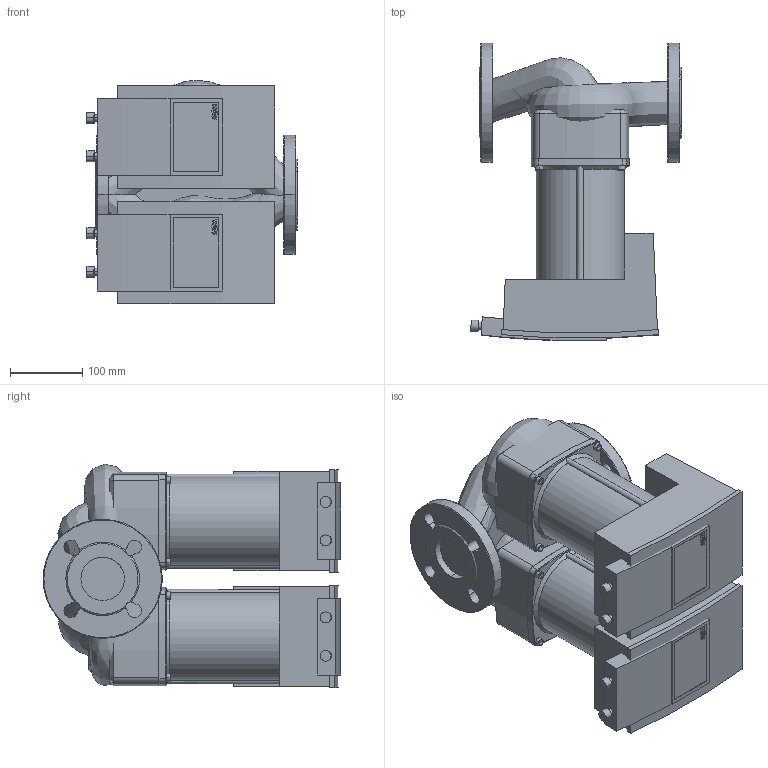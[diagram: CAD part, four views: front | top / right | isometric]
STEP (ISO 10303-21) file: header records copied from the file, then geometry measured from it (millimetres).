
FILE_DESCRIPTION((''),'2;1');
FILE_NAME('3d_YonosMAXO-D50_0_5-9-2120667.stp','2016-04-29T07:42:45',(''),(''),'Mechanical Desktop 2009','Mechanical Desktop 2009',', , ');
FILE_SCHEMA(('CONFIG_CONTROL_DESIGN'));
Length unit declared in the file: millimetre
Products named in the file (1): Product
Bounding box: 291.77 x 412.5 x 309.91 mm (x, y, z)
Volume: 16102048.2 mm3; surface area: 999326.4 mm2
Topology: 19 solids, 19 shells, 450 faces, 1110 edges, 724 vertices
Faces by surface type: bspline 159, plane 157, cylinder 72, cone 40, torus 22
Entity records: 26036 total; most frequent: CARTESIAN_POINT 15830, ORIENTED_EDGE 2220, DIRECTION 1853, EDGE_CURVE 1110, VERTEX_POINT 724, AXIS2_PLACEMENT_3D 639, VECTOR 575, LINE 575
